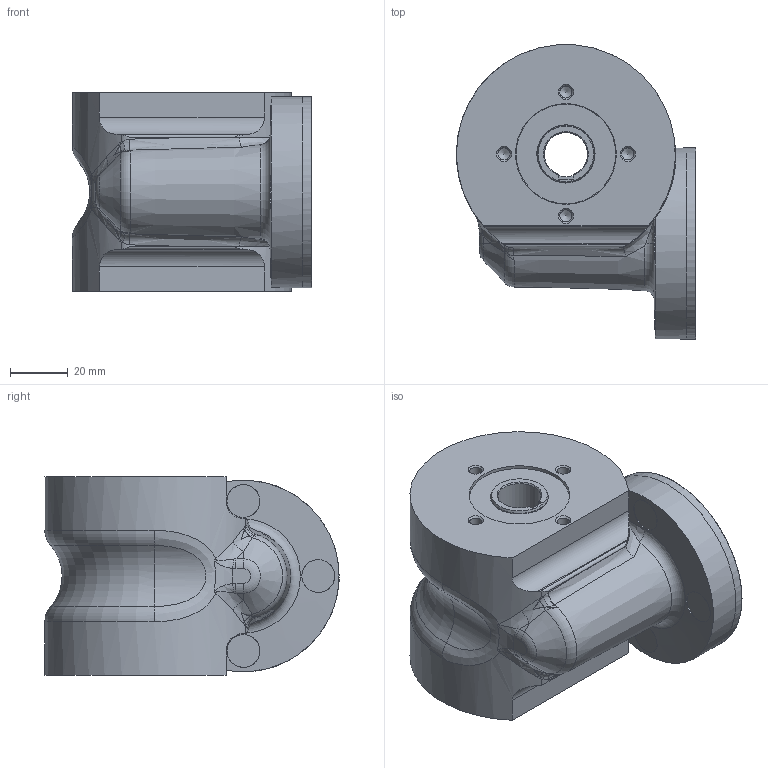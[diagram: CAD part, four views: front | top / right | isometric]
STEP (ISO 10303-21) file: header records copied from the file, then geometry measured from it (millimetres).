
FILE_DESCRIPTION(/* description */ ('STEP AP203'),/* implementation_level */ '2;1');
FILE_NAME(/* name */ '6544c4a98c9dab79f36a8cc1',/* time_stamp */ '2023-11-03T10:00:11Z',/* author */ (''),/* organization */ (''),/* preprocessor_version */ 'ST-DEVELOPER v19.4',/* originating_system */ ' ',/* authorisation */ ' ');
FILE_SCHEMA (('CONFIG_CONTROL_DESIGN'));
Length unit declared in the file: metre
Products named in the file (57): Motor IGKU80-80 mit Getr. VE31 2531577; Part 2
Bounding box: 83 x 102.18 x 69 mm (x, y, z)
Volume: 32905.3 mm3; surface area: 72174.1 mm2
Topology: 49 solids, 57 shells, 937 faces, 2190 edges, 1402 vertices
Faces by surface type: plane 319, cylinder 261, cone 154, torus 105, bspline 75, sphere 23
Full cylindrical faces by diameter (mm): 3.3 x4, 3.57 x8, 4 x16, 4.2 x8, 4.5 x16, 4.51 x3, 5 x9, 5.5 x3, 5.7 x6, 7 x8, 9 x3, 10.4 x8, 11.4 x6, 14.454 x5, 19.6 x3, 19.999 x1, 20 x3, 20.2 x3, 22.5 x2, 30.59 x1, 30.6 x1, 30.8 x1, 31.6 x2, 32 x3, 34.6 x2, 35 x2, 55 x1, 59.4 x2, 66.5 x2
Entity records: 29080 total; most frequent: CARTESIAN_POINT 8405, DIRECTION 4198, ORIENTED_EDGE 3505, AXIS2_PLACEMENT_3D 1857, EDGE_CURVE 1769, FACE_BOUND 1297, EDGE_LOOP 1280, VERTEX_POINT 1254
